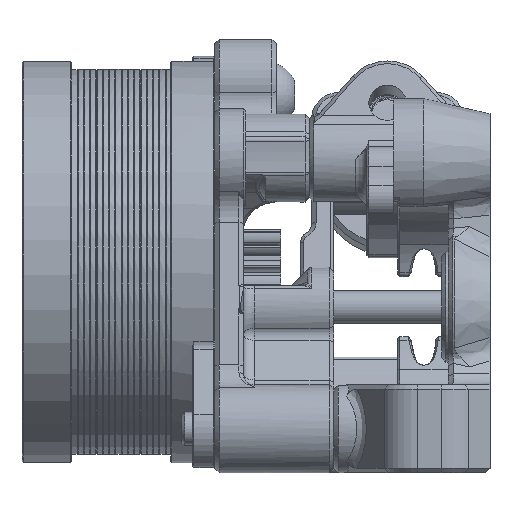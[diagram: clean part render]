
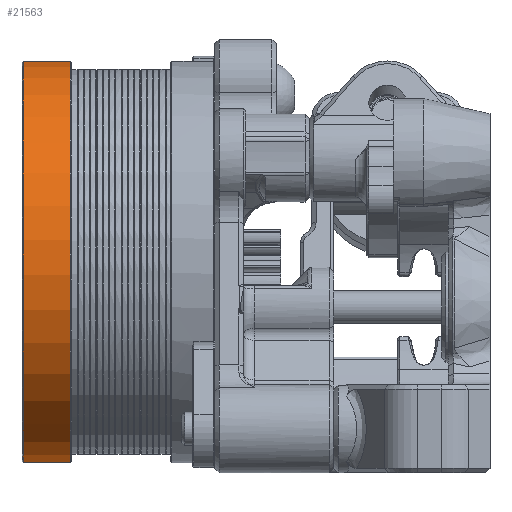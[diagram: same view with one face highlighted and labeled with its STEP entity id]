
A CAD part, left-side view. The second image highlights one B-rep face of the part: STEP entity #21563.
In plain terms, the highlighted cylindrical face has radius 18.25 mm (diameter 36.5 mm), a full revolution.
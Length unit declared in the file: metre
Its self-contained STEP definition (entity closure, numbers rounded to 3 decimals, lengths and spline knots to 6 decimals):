
#4231=CYLINDRICAL_SURFACE('',#24110,0.01825);
#10519=ORIENTED_EDGE('',*,*,#13677,.F.);
#10520=ORIENTED_EDGE('',*,*,#13676,.T.);
#13676=EDGE_CURVE('',#15694,#15694,#16772,.T.);
#13677=EDGE_CURVE('',#15695,#15695,#16773,.T.);
#15694=VERTEX_POINT('',#45381);
#15695=VERTEX_POINT('',#45384);
#16772=CIRCLE('',#24109,0.01825);
#16773=CIRCLE('',#24111,0.01825);
#18302=EDGE_LOOP('',(#10519));
#18303=EDGE_LOOP('',(#10520));
#19844=FACE_BOUND('',#18302,.T.);
#19845=FACE_BOUND('',#18303,.T.);
#21563=ADVANCED_FACE('',(#19844,#19845),#4231,.T.);
#24109=AXIS2_PLACEMENT_3D('',#45380,#29961,#29962);
#24110=AXIS2_PLACEMENT_3D('',#45382,#29963,#29964);
#24111=AXIS2_PLACEMENT_3D('',#45383,#29965,#29966);
#29961=DIRECTION('',(0.,0.,-1.));
#29962=DIRECTION('',(-1.,0.,0.));
#29963=DIRECTION('',(0.,0.,-1.));
#29964=DIRECTION('',(-1.,0.,0.));
#29965=DIRECTION('',(0.,0.,-1.));
#29966=DIRECTION('',(-1.,0.,0.));
#45380=CARTESIAN_POINT('',(0.,0.0255,-0.0191));
#45381=CARTESIAN_POINT('',(-0.01825,0.0255,-0.0191));
#45382=CARTESIAN_POINT('',(0.,0.0255,-0.006));
#45383=CARTESIAN_POINT('',(0.,0.0255,-0.0234));
#45384=CARTESIAN_POINT('',(-0.01825,0.0255,-0.0234));
